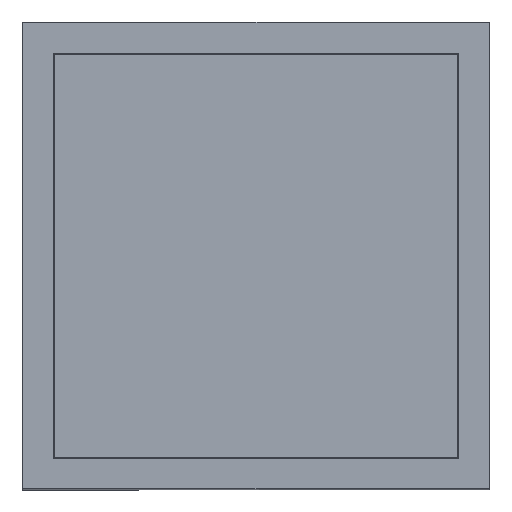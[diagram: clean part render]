
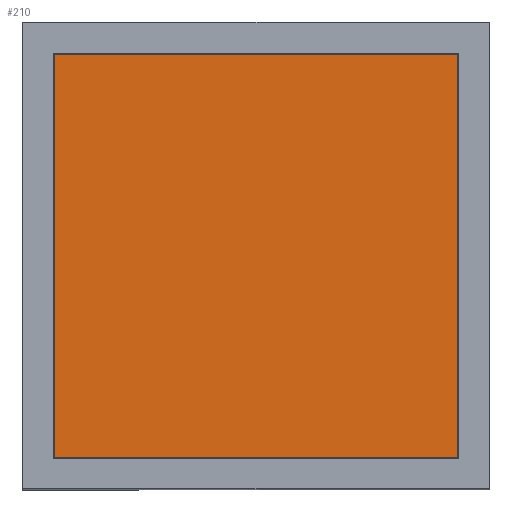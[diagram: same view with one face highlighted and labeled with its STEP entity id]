
A CAD part, top view. The second image highlights one B-rep face of the part: STEP entity #210.
In plain terms, the highlighted face is planar.
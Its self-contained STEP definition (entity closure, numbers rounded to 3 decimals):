
#22 = VECTOR ( 'NONE', #1703, 1000. ) ;
#66 = VERTEX_POINT ( 'NONE', #1290 ) ;
#210 = ADVANCED_FACE ( 'NONE', ( #1889 ), #700, .F. ) ;
#257 = DIRECTION ( 'NONE',  ( 0., 1., 0. ) ) ;
#274 = CARTESIAN_POINT ( 'NONE',  ( 116., 116., 0. ) ) ;
#487 = EDGE_CURVE ( 'NONE', #1897, #66, #628, .T. ) ;
#516 = VECTOR ( 'NONE', #1838, 1000. ) ;
#554 = CARTESIAN_POINT ( 'NONE',  ( -116., 116., 0. ) ) ;
#628 = LINE ( 'NONE', #1991, #1460 ) ;
#700 = PLANE ( 'NONE',  #1759 ) ;
#817 = VECTOR ( 'NONE', #1639, 1000. ) ;
#863 = CARTESIAN_POINT ( 'NONE',  ( -116., -116., 0. ) ) ;
#869 = LINE ( 'NONE', #863, #817 ) ;
#981 = EDGE_CURVE ( 'NONE', #66, #1974, #1340, .T. ) ;
#992 = EDGE_LOOP ( 'NONE', ( #1677, #1905, #1292, #1043 ) ) ;
#1028 = VERTEX_POINT ( 'NONE', #1230 ) ;
#1043 = ORIENTED_EDGE ( 'NONE', *, *, #981, .F. ) ;
#1046 = EDGE_CURVE ( 'NONE', #1974, #1028, #1294, .T. ) ;
#1140 = CARTESIAN_POINT ( 'NONE',  ( 116., -116., 0. ) ) ;
#1157 = DIRECTION ( 'NONE',  ( 0., 0., 1. ) ) ;
#1230 = CARTESIAN_POINT ( 'NONE',  ( -116., -116., 0. ) ) ;
#1290 = CARTESIAN_POINT ( 'NONE',  ( 116., 116., 0. ) ) ;
#1292 = ORIENTED_EDGE ( 'NONE', *, *, #1046, .F. ) ;
#1294 = LINE ( 'NONE', #1541, #22 ) ;
#1340 = LINE ( 'NONE', #274, #516 ) ;
#1460 = VECTOR ( 'NONE', #257, 1000. ) ;
#1541 = CARTESIAN_POINT ( 'NONE',  ( -116., 116., 0. ) ) ;
#1547 = EDGE_CURVE ( 'NONE', #1028, #1897, #869, .T. ) ;
#1639 = DIRECTION ( 'NONE',  ( 1., 0., 0. ) ) ;
#1677 = ORIENTED_EDGE ( 'NONE', *, *, #487, .F. ) ;
#1703 = DIRECTION ( 'NONE',  ( 0., -1., 0. ) ) ;
#1759 = AXIS2_PLACEMENT_3D ( 'NONE', #1932, #1157, #1784 ) ;
#1784 = DIRECTION ( 'NONE',  ( 1., 0., 0. ) ) ;
#1838 = DIRECTION ( 'NONE',  ( -1., 0., 0. ) ) ;
#1889 = FACE_OUTER_BOUND ( 'NONE', #992, .T. ) ;
#1897 = VERTEX_POINT ( 'NONE', #1140 ) ;
#1905 = ORIENTED_EDGE ( 'NONE', *, *, #1547, .F. ) ;
#1932 = CARTESIAN_POINT ( 'NONE',  ( 0., 0., 0. ) ) ;
#1974 = VERTEX_POINT ( 'NONE', #554 ) ;
#1991 = CARTESIAN_POINT ( 'NONE',  ( 116., -116., 0. ) ) ;
